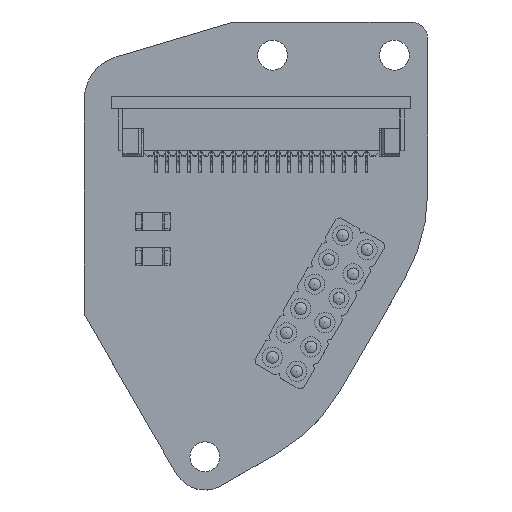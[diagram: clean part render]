
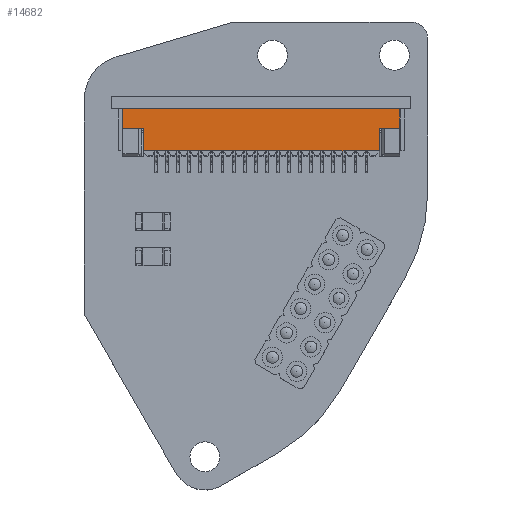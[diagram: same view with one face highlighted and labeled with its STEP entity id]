
A CAD part, top view. The second image highlights one B-rep face of the part: STEP entity #14682.
In plain terms, the highlighted face is planar.
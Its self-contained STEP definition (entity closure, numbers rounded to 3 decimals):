
#5319 = VERTEX_POINT('',#5320);
#5320 = CARTESIAN_POINT('',(-12.502,1.499,-1.118));
#5328 = EDGE_CURVE('',#5329,#5319,#5331,.T.);
#5329 = VERTEX_POINT('',#5330);
#5330 = CARTESIAN_POINT('',(-12.502,1.499,-2.877));
#5331 = LINE('',#5332,#5333);
#5332 = CARTESIAN_POINT('',(-12.502,1.499,-4.91));
#5333 = VECTOR('',#5334,1.);
#5334 = DIRECTION('',(0.,0.,1.));
#12556 = VERTEX_POINT('',#12557);
#12557 = CARTESIAN_POINT('',(10.635,1.499,-2.877));
#12563 = EDGE_CURVE('',#12556,#12564,#12566,.T.);
#12564 = VERTEX_POINT('',#12565);
#12565 = CARTESIAN_POINT('',(12.502,1.499,-2.877));
#12566 = LINE('',#12567,#12568);
#12567 = CARTESIAN_POINT('',(10.635,1.499,-2.877));
#12568 = VECTOR('',#12569,1.);
#12569 = DIRECTION('',(1.,0.,0.));
#12735 = VERTEX_POINT('',#12736);
#12736 = CARTESIAN_POINT('',(10.635,1.499,-4.91));
#12742 = EDGE_CURVE('',#12735,#12556,#12743,.T.);
#12743 = LINE('',#12744,#12745);
#12744 = CARTESIAN_POINT('',(10.635,1.499,-8.186));
#12745 = VECTOR('',#12746,1.);
#12746 = DIRECTION('',(-0.,0.,1.));
#12761 = VERTEX_POINT('',#12762);
#12762 = CARTESIAN_POINT('',(-10.635,1.499,-2.877));
#12801 = EDGE_CURVE('',#5329,#12761,#12802,.T.);
#12802 = LINE('',#12803,#12804);
#12803 = CARTESIAN_POINT('',(-12.921,1.499,-2.877));
#12804 = VECTOR('',#12805,1.);
#12805 = DIRECTION('',(1.,0.,0.));
#12832 = EDGE_CURVE('',#12833,#12761,#12835,.T.);
#12833 = VERTEX_POINT('',#12834);
#12834 = CARTESIAN_POINT('',(-10.635,1.499,-4.91));
#12835 = LINE('',#12836,#12837);
#12836 = CARTESIAN_POINT('',(-10.635,1.499,-8.186));
#12837 = VECTOR('',#12838,1.);
#12838 = DIRECTION('',(-0.,0.,1.));
#13127 = VERTEX_POINT('',#13128);
#13128 = CARTESIAN_POINT('',(12.005,1.499,-1.118));
#13220 = VERTEX_POINT('',#13221);
#13221 = CARTESIAN_POINT('',(-12.005,1.499,-1.118));
#13595 = EDGE_CURVE('',#12564,#13596,#13598,.T.);
#13596 = VERTEX_POINT('',#13597);
#13597 = CARTESIAN_POINT('',(12.502,1.499,-1.118));
#13598 = LINE('',#13599,#13600);
#13599 = CARTESIAN_POINT('',(12.502,1.499,-4.91));
#13600 = VECTOR('',#13601,1.);
#13601 = DIRECTION('',(0.,0.,1.));
#13634 = EDGE_CURVE('',#13127,#13220,#13635,.T.);
#13635 = LINE('',#13636,#13637);
#13636 = CARTESIAN_POINT('',(12.502,1.499,-1.118));
#13637 = VECTOR('',#13638,1.);
#13638 = DIRECTION('',(-1.,-0.,0.));
#14381 = EDGE_CURVE('',#12735,#12833,#14382,.T.);
#14382 = LINE('',#14383,#14384);
#14383 = CARTESIAN_POINT('',(12.502,1.499,-4.91));
#14384 = VECTOR('',#14385,1.);
#14385 = DIRECTION('',(-1.,-0.,0.));
#14682 = ADVANCED_FACE('',(#14683),#14705,.F.);
#14683 = FACE_BOUND('',#14684,.T.);
#14684 = EDGE_LOOP('',(#14685,#14686,#14687,#14688,#14689,#14690,#14696,
    #14697,#14703,#14704));
#14685 = ORIENTED_EDGE('',*,*,#12742,.F.);
#14686 = ORIENTED_EDGE('',*,*,#14381,.T.);
#14687 = ORIENTED_EDGE('',*,*,#12832,.T.);
#14688 = ORIENTED_EDGE('',*,*,#12801,.F.);
#14689 = ORIENTED_EDGE('',*,*,#5328,.T.);
#14690 = ORIENTED_EDGE('',*,*,#14691,.F.);
#14691 = EDGE_CURVE('',#13220,#5319,#14692,.T.);
#14692 = LINE('',#14693,#14694);
#14693 = CARTESIAN_POINT('',(-12.005,1.499,-1.118));
#14694 = VECTOR('',#14695,1.);
#14695 = DIRECTION('',(-1.,-0.,0.));
#14696 = ORIENTED_EDGE('',*,*,#13634,.F.);
#14697 = ORIENTED_EDGE('',*,*,#14698,.F.);
#14698 = EDGE_CURVE('',#13596,#13127,#14699,.T.);
#14699 = LINE('',#14700,#14701);
#14700 = CARTESIAN_POINT('',(12.502,1.499,-1.118));
#14701 = VECTOR('',#14702,1.);
#14702 = DIRECTION('',(-1.,-0.,0.));
#14703 = ORIENTED_EDGE('',*,*,#13595,.F.);
#14704 = ORIENTED_EDGE('',*,*,#12563,.F.);
#14705 = PLANE('',#14706);
#14706 = AXIS2_PLACEMENT_3D('',#14707,#14708,#14709);
#14707 = CARTESIAN_POINT('',(12.502,1.499,-4.91));
#14708 = DIRECTION('',(0.,-1.,0.));
#14709 = DIRECTION('',(-1.,0.,0.));
